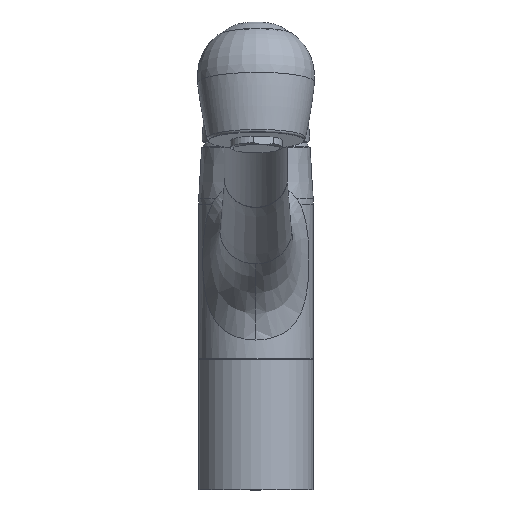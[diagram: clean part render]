
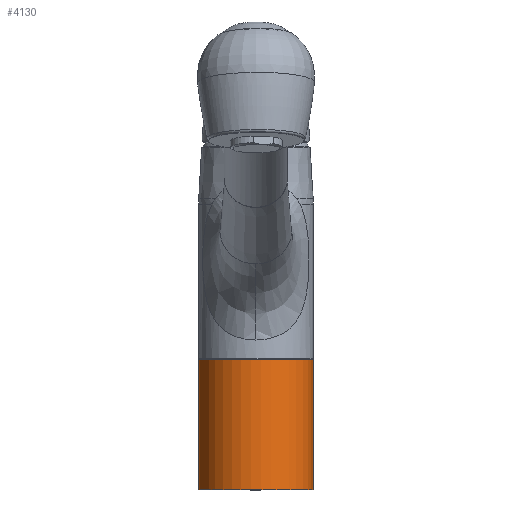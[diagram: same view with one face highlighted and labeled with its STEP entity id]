
A CAD part, top view. The second image highlights one B-rep face of the part: STEP entity #4130.
In plain terms, the highlighted cylindrical face has radius 26.5 mm (diameter 53 mm), a full revolution.
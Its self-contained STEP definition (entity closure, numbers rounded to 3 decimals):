
#464 = CARTESIAN_POINT ( 'NONE',  ( -2.31, 60., 26.399 ) ) ;
#1245 = AXIS2_PLACEMENT_3D ( 'NONE', #11374, #5079, #12351 ) ;
#2218 = CARTESIAN_POINT ( 'NONE',  ( 0., 0., 0. ) ) ;
#3347 = DIRECTION ( 'NONE',  ( 0.087, 0., -0.996 ) ) ;
#3667 = EDGE_LOOP ( 'NONE', ( #12014 ) ) ;
#4130 = ADVANCED_FACE ( 'NONE', ( #6302, #11817 ), #11688, .T. ) ;
#4835 = CARTESIAN_POINT ( 'NONE',  ( 2.31, 0., -26.399 ) ) ;
#5079 = DIRECTION ( 'NONE',  ( 0., -1., 0. ) ) ;
#5621 = EDGE_CURVE ( 'NONE', #7673, #7673, #10741, .T. ) ;
#6302 = FACE_OUTER_BOUND ( 'NONE', #3667, .T. ) ;
#7480 = VERTEX_POINT ( 'NONE', #464 ) ;
#7673 = VERTEX_POINT ( 'NONE', #4835 ) ;
#9004 = CIRCLE ( 'NONE', #1245, 26.5 ) ;
#9755 = DIRECTION ( 'NONE',  ( 0., -1., 0. ) ) ;
#10174 = DIRECTION ( 'NONE',  ( -0.087, 0., 0.996 ) ) ;
#10190 = ORIENTED_EDGE ( 'NONE', *, *, #11911, .T. ) ;
#10741 = CIRCLE ( 'NONE', #12406, 26.5 ) ;
#11180 = CARTESIAN_POINT ( 'NONE',  ( 0., -57., 0. ) ) ;
#11341 = AXIS2_PLACEMENT_3D ( 'NONE', #11180, #12150, #10174 ) ;
#11374 = CARTESIAN_POINT ( 'NONE',  ( 0., 60., 0. ) ) ;
#11688 = CYLINDRICAL_SURFACE ( 'NONE', #11341, 26.5 ) ;
#11817 = FACE_OUTER_BOUND ( 'NONE', #11872, .T. ) ;
#11872 = EDGE_LOOP ( 'NONE', ( #10190 ) ) ;
#11911 = EDGE_CURVE ( 'NONE', #7480, #7480, #9004, .T. ) ;
#12014 = ORIENTED_EDGE ( 'NONE', *, *, #5621, .F. ) ;
#12150 = DIRECTION ( 'NONE',  ( 0., 1., 0. ) ) ;
#12351 = DIRECTION ( 'NONE',  ( -0.087, 0., 0.996 ) ) ;
#12406 = AXIS2_PLACEMENT_3D ( 'NONE', #2218, #9755, #3347 ) ;
